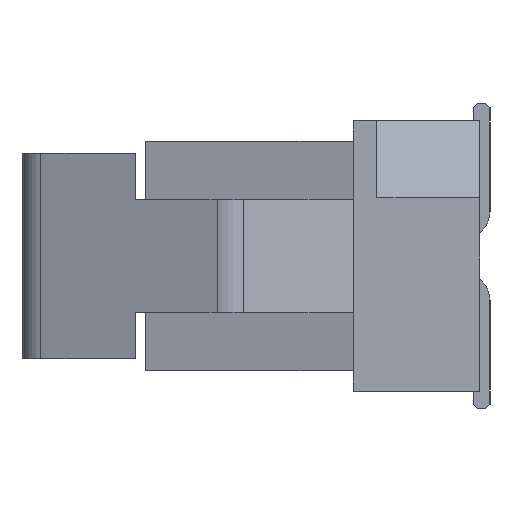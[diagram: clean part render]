
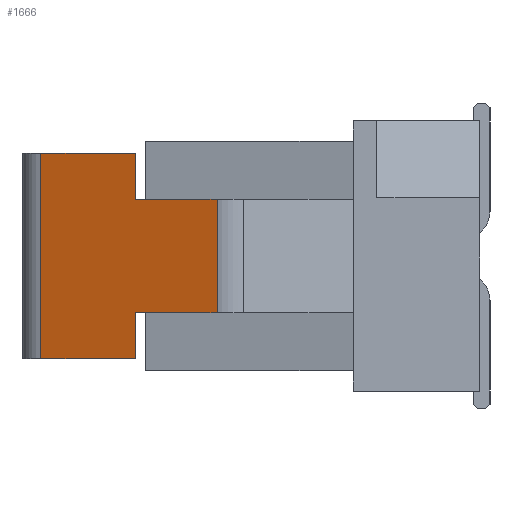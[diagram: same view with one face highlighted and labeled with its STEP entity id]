
A CAD part, left-side view. The second image highlights one B-rep face of the part: STEP entity #1666.
In plain terms, the highlighted planar face has unit normal (-0.94, 0.342, 0).
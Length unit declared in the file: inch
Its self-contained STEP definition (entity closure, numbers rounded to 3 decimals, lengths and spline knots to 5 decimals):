
#1666 = ADVANCED_FACE( '', ( #3468 ), #3469, .F. );
#3468 = FACE_OUTER_BOUND( '', #5423, .T. );
#3469 = PLANE( '', #5424 );
#5423 = EDGE_LOOP( '', ( #10501, #10502, #10503, #10504, #10505, #10506, #10507, #10508 ) );
#5424 = AXIS2_PLACEMENT_3D( '', #10509, #10510, #10511 );
#10501 = ORIENTED_EDGE( '', *, *, #14524, .T. );
#10502 = ORIENTED_EDGE( '', *, *, #14570, .T. );
#10503 = ORIENTED_EDGE( '', *, *, #14571, .F. );
#10504 = ORIENTED_EDGE( '', *, *, #12588, .T. );
#10505 = ORIENTED_EDGE( '', *, *, #13327, .F. );
#10506 = ORIENTED_EDGE( '', *, *, #13937, .F. );
#10507 = ORIENTED_EDGE( '', *, *, #14572, .F. );
#10508 = ORIENTED_EDGE( '', *, *, #14573, .F. );
#10509 = CARTESIAN_POINT( '', ( -0.62471, 0.42658, 0.055 ) );
#10510 = DIRECTION( '', ( 0.94, -0.342, 0. ) );
#10511 = DIRECTION( '', ( 0.342, 0.94, 0. ) );
#12588 = EDGE_CURVE( '', #15308, #15318, #15320, .T. );
#13327 = EDGE_CURVE( '', #16585, #15318, #16587, .T. );
#13937 = EDGE_CURVE( '', #17516, #16585, #17518, .T. );
#14524 = EDGE_CURVE( '', #18301, #18299, #18302, .T. );
#14570 = EDGE_CURVE( '', #18299, #18355, #18356, .T. );
#14571 = EDGE_CURVE( '', #15308, #18355, #18357, .T. );
#14572 = EDGE_CURVE( '', #18358, #17516, #18359, .T. );
#14573 = EDGE_CURVE( '', #18301, #18358, #18360, .T. );
#15308 = VERTEX_POINT( '', #19293 );
#15318 = VERTEX_POINT( '', #19308 );
#15320 = LINE( '', #19310, #19311 );
#16585 = VERTEX_POINT( '', #21154 );
#16587 = LINE( '', #21156, #21157 );
#17516 = VERTEX_POINT( '', #22506 );
#17518 = LINE( '', #22509, #22510 );
#18299 = VERTEX_POINT( '', #23691 );
#18301 = VERTEX_POINT( '', #23693 );
#18302 = LINE( '', #23694, #23695 );
#18355 = VERTEX_POINT( '', #23773 );
#18356 = LINE( '', #23774, #23775 );
#18357 = LINE( '', #23776, #23777 );
#18358 = VERTEX_POINT( '', #23778 );
#18359 = LINE( '', #23779, #23780 );
#18360 = LINE( '', #23781, #23782 );
#19293 = CARTESIAN_POINT( '', ( -0.65804, 0.335, -0.055 ) );
#19308 = CARTESIAN_POINT( '', ( -0.68703, 0.25534, -0.055 ) );
#19310 = CARTESIAN_POINT( '', ( -0.62471, 0.42658, -0.055 ) );
#19311 = VECTOR( '', #24507, 39.37008 );
#21154 = CARTESIAN_POINT( '', ( -0.68703, 0.25534, 0.055 ) );
#21156 = CARTESIAN_POINT( '', ( -0.68703, 0.25534, 0.055 ) );
#21157 = VECTOR( '', #25206, 39.37008 );
#22506 = CARTESIAN_POINT( '', ( -0.65804, 0.335, 0.055 ) );
#22509 = CARTESIAN_POINT( '', ( -0.62471, 0.42658, 0.055 ) );
#22510 = VECTOR( '', #25781, 39.37008 );
#23691 = CARTESIAN_POINT( '', ( -0.62471, 0.42658, -0.1 ) );
#23693 = CARTESIAN_POINT( '', ( -0.62471, 0.42658, 0.1 ) );
#23694 = CARTESIAN_POINT( '', ( -0.62471, 0.42658, 0.055 ) );
#23695 = VECTOR( '', #26275, 39.37008 );
#23773 = CARTESIAN_POINT( '', ( -0.65804, 0.335, -0.1 ) );
#23774 = CARTESIAN_POINT( '', ( -0.62471, 0.42658, -0.1 ) );
#23775 = VECTOR( '', #26313, 39.37008 );
#23776 = CARTESIAN_POINT( '', ( -0.65804, 0.335, 0.1 ) );
#23777 = VECTOR( '', #26314, 39.37008 );
#23778 = CARTESIAN_POINT( '', ( -0.65804, 0.335, 0.1 ) );
#23779 = CARTESIAN_POINT( '', ( -0.65804, 0.335, 0.1 ) );
#23780 = VECTOR( '', #26315, 39.37008 );
#23781 = CARTESIAN_POINT( '', ( -0.62471, 0.42658, 0.1 ) );
#23782 = VECTOR( '', #26316, 39.37008 );
#24507 = DIRECTION( '', ( -0.342, -0.94, 0. ) );
#25206 = DIRECTION( '', ( 0., 0., -1. ) );
#25781 = DIRECTION( '', ( -0.342, -0.94, 0. ) );
#26275 = DIRECTION( '', ( 0., 0., -1. ) );
#26313 = DIRECTION( '', ( -0.342, -0.94, 0. ) );
#26314 = DIRECTION( '', ( 0., 0., -1. ) );
#26315 = DIRECTION( '', ( 0., 0., -1. ) );
#26316 = DIRECTION( '', ( -0.342, -0.94, 0. ) );
